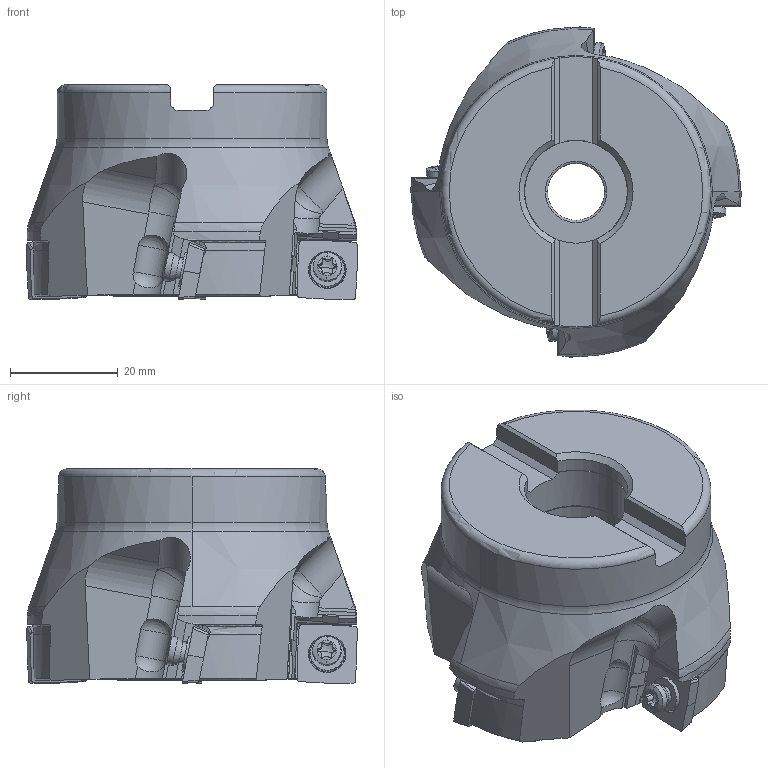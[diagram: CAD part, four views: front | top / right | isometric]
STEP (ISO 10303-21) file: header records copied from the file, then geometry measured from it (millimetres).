
FILE_DESCRIPTION(/* description */ (''),/* implementation_level */ '2;1');
FILE_NAME(/* name */ 'ASX400R2504.stp',/* time_stamp */ '2021-09-08T11:41:37+09:00',/* author */ (''),/* organization */ (''),/* preprocessor_version */ 'ST-DEVELOPER v16',/* originating_system */ 'SIEMENS PLM Software NX 10.0',/* authorisation */ '');
FILE_SCHEMA (('AUTOMOTIVE_DESIGN { 1 0 10303 214 3 1 1 1 }'));
Length unit declared in the file: millimetre
Products named in the file (1): ASX400R2504_ASM
Bounding box: 61.17 x 61.16 x 39.72 mm (x, y, z)
Volume: 67266.1 mm3; surface area: 16921.6 mm2
Topology: 13 solids, 13 shells, 623 faces, 1796 edges, 1227 vertices
Faces by surface type: plane 249, cylinder 210, cone 84, torus 36, sphere 20, extrusion 16, bspline 8
Entity records: 25086 total; most frequent: CARTESIAN_POINT 8589, ORIENTED_EDGE 3504, DIRECTION 3218, EDGE_CURVE 1752, AXIS2_PLACEMENT_3D 1238, VERTEX_POINT 1180, VECTOR 742, LINE 726
